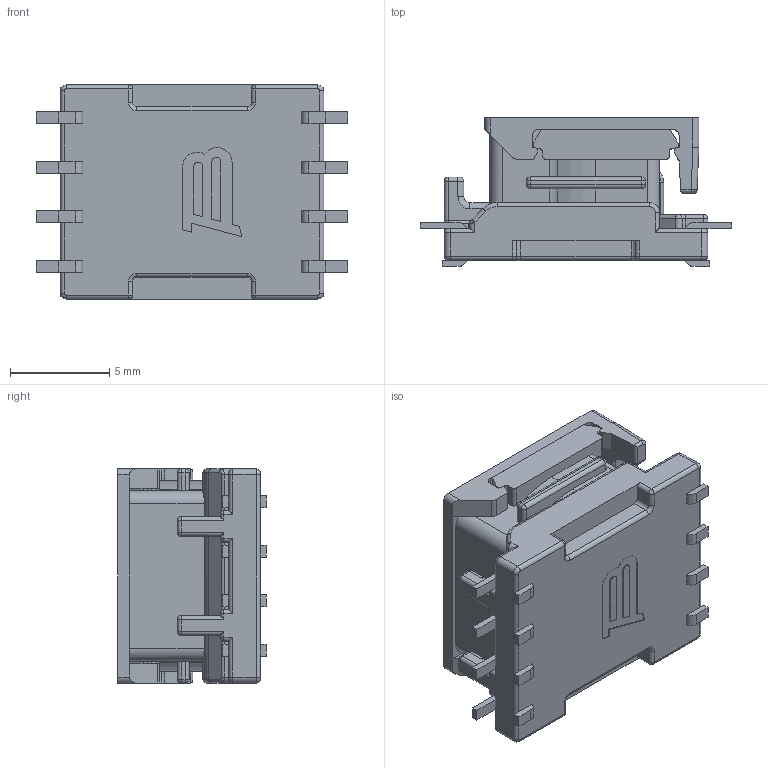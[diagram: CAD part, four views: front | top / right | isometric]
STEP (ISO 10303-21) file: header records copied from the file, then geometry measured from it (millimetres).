
FILE_DESCRIPTION((''),'2;1');
FILE_NAME('ASM0001_ASM','2021-05-24T',('ygh.tbi'),(''),'PRO/ENGINEER BY PARAMETRIC TECHNOLOGY CORPORATION, 2001280','PRO/ENGINEER BY PARAMETRIC TECHNOLOGY CORPORATION, 2001280','');
FILE_SCHEMA(('CONFIG_CONTROL_DESIGN'));
Length unit declared in the file: millimetre
Products named in the file (25): BASE; COVER; CIRPATTERN3_12_; CIRPATTERN3_16_; CIRPATTERN3_14_; CIRPATTERN3_9_; CIRPATTERN3_11_; CIRPATTERN3_3_; CIRPATTERN3_15_; CIRPATTERN3_8_; CIRPATTERN3_6_; CIRPATTERN3_5_; CIRPATTERN3_13_; CIRPATTERN3_18_; CIRPATTERN3_19_; FILLET1; CIRPATTERN3_1_; CIRPATTERN3_4_; CIRPATTERN3_2_; CIRPATTERN3_7_; CIRPATTERN3_17_; CIRPATTERN3_10_; SWEEP1; TOROID_ANY_ASM; ASM0001_ASM
Assembly tree (24 placements, depth 3):
  ASM0001_ASM
    BASE
    COVER
    TOROID_ANY_ASM
      CIRPATTERN3_12_
      CIRPATTERN3_16_
      CIRPATTERN3_14_
      CIRPATTERN3_9_
      CIRPATTERN3_11_
      CIRPATTERN3_3_
      CIRPATTERN3_15_
      CIRPATTERN3_8_
      CIRPATTERN3_6_
      CIRPATTERN3_5_
      CIRPATTERN3_13_
      CIRPATTERN3_18_
      CIRPATTERN3_19_
      FILLET1
      CIRPATTERN3_1_
      CIRPATTERN3_4_
      CIRPATTERN3_2_
      CIRPATTERN3_7_
      CIRPATTERN3_17_
      CIRPATTERN3_10_
      SWEEP1
Bounding box: 15.7 x 7.5 x 10.8 mm (x, y, z)
Volume: 585.9 mm3; surface area: 1678 mm2
Topology: 23 solids, 23 shells, 1244 faces, 3250 edges, 2044 vertices
Faces by surface type: cylinder 436, plane 425, torus 193, extrusion 107, bspline 56, sphere 24, cone 3
Entity records: 42367 total; most frequent: CARTESIAN_POINT 11484, ORIENTED_EDGE 6500, DIRECTION 6245, EDGE_CURVE 3250, AXIS2_PLACEMENT_3D 2247, VERTEX_POINT 2044, VECTOR 1751, LINE 1644
